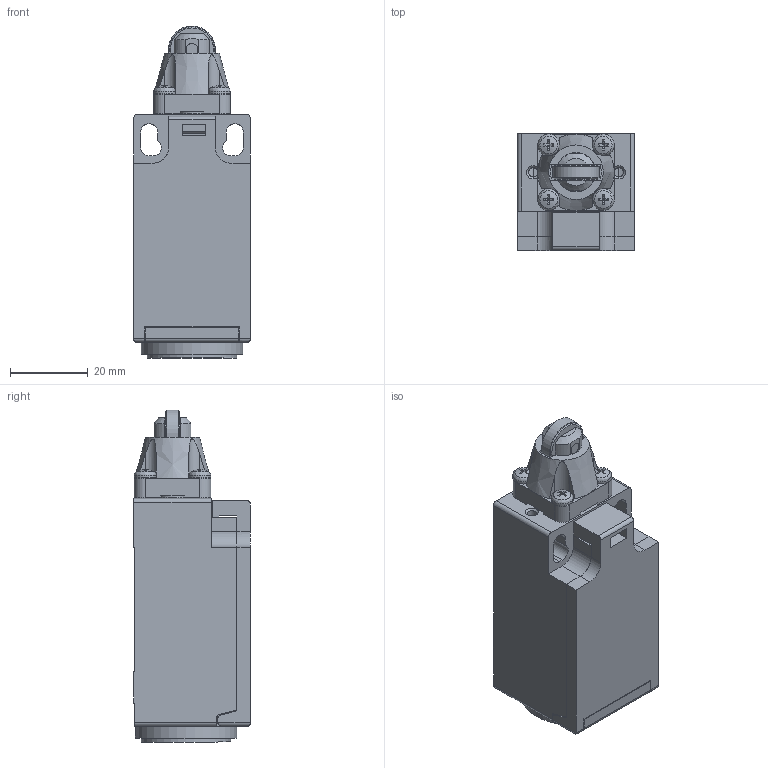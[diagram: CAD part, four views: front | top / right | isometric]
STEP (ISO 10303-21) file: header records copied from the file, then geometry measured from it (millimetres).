
FILE_DESCRIPTION (( 'STEP AP214' ), '1' );
FILE_NAME ('ZR-236-02Z.STEP', '2021-01-18T19:40:01', ( '' ), ( '' ), 'SwSTEP 2.0', 'SolidWorks 2019', '' );
FILE_SCHEMA (( 'AUTOMOTIVE_DESIGN' ));
Length unit declared in the file: inch
Products named in the file (1): ZR-236-02Z
Bounding box: 30 x 30 x 85.2 mm (x, y, z)
Volume: 51268.1 mm3; surface area: 17439.8 mm2
Topology: 3 solids, 3 shells, 322 faces, 808 edges, 516 vertices
Faces by surface type: plane 230, cylinder 72, cone 12, bspline 8
Full cylindrical faces by diameter (mm): 2.4 x6, 3 x4, 3.2 x4, 5.407 x4, 6.3 x1, 7 x2, 10.55 x1, 12 x1, 13 x1, 13.85 x1, 19 x1, 23 x1, 26 x1
Entity records: 11731 total; most frequent: CARTESIAN_POINT 4203, ORIENTED_EDGE 1522, DIRECTION 1467, EDGE_CURVE 761, VERTEX_POINT 511, LINE 491, VECTOR 491, AXIS2_PLACEMENT_3D 488
